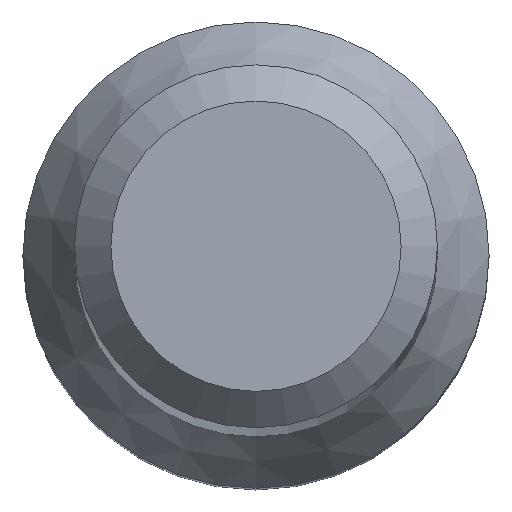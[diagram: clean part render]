
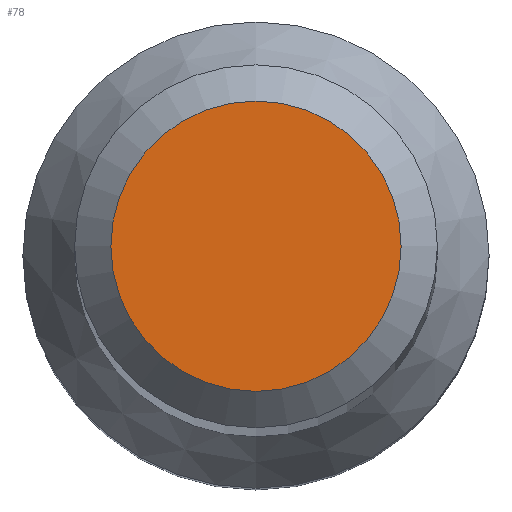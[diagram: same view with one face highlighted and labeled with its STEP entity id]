
A CAD part, top view. The second image highlights one B-rep face of the part: STEP entity #78.
In plain terms, the highlighted planar face has unit normal (0, 0, 1).
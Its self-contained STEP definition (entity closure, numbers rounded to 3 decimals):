
#1 = CARTESIAN_POINT ( 'NONE',  ( 0., 2.4, 101. ) ) ;
#25 = AXIS2_PLACEMENT_3D ( 'NONE', #56, #154, #192 ) ;
#56 = CARTESIAN_POINT ( 'NONE',  ( 0., 0., 101. ) ) ;
#78 = ADVANCED_FACE ( 'NONE', ( #112 ), #147, .T. ) ;
#83 = CIRCLE ( 'NONE', #227, 2.4 ) ;
#106 = DIRECTION ( 'NONE',  ( 0., 1., 0. ) ) ;
#109 = ORIENTED_EDGE ( 'NONE', *, *, #111, .F. ) ;
#111 = EDGE_CURVE ( 'NONE', #243, #243, #83, .T. ) ;
#112 = FACE_OUTER_BOUND ( 'NONE', #196, .T. ) ;
#145 = DIRECTION ( 'NONE',  ( 0., 0., -1. ) ) ;
#147 = PLANE ( 'NONE',  #25 ) ;
#154 = DIRECTION ( 'NONE',  ( 0., 0., 1. ) ) ;
#192 = DIRECTION ( 'NONE',  ( 0., -1., 0. ) ) ;
#196 = EDGE_LOOP ( 'NONE', ( #109 ) ) ;
#206 = CARTESIAN_POINT ( 'NONE',  ( 0., 0., 101. ) ) ;
#227 = AXIS2_PLACEMENT_3D ( 'NONE', #206, #145, #106 ) ;
#243 = VERTEX_POINT ( 'NONE', #1 ) ;
